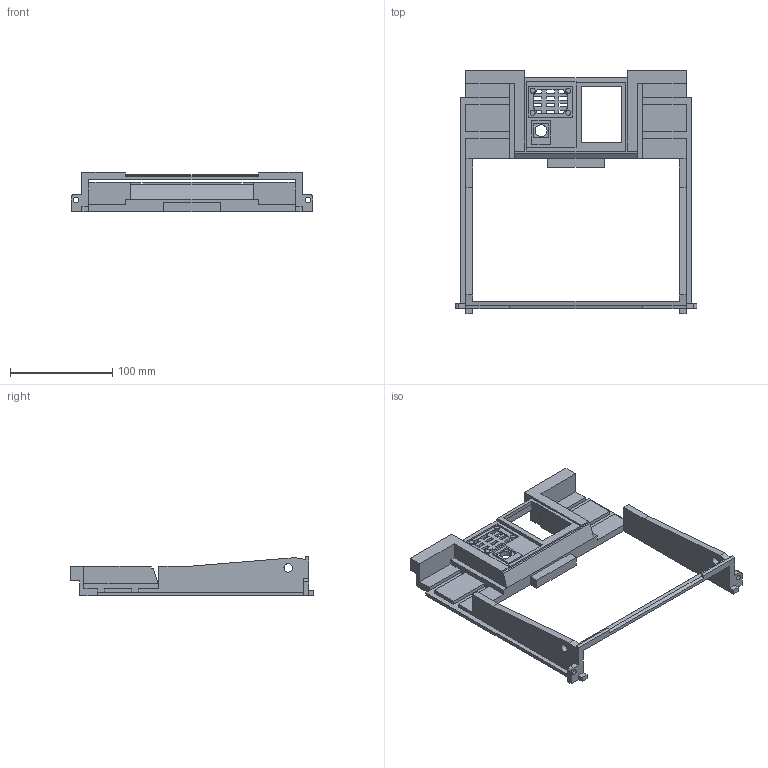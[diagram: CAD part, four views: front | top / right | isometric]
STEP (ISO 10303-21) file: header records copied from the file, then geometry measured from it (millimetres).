
FILE_DESCRIPTION (( 'STEP AP214' ), '1' );
FILE_NAME ('body-front.STEP', '2024-04-27T07:30:42', ( '' ), ( '' ), 'SwSTEP 2.0', 'SolidWorks 2023', '' );
FILE_SCHEMA (( 'AUTOMOTIVE_DESIGN' ));
Length unit declared in the file: millimetre
Products named in the file (1): body-front
Bounding box: 236.5 x 238.33 x 38.58 mm (x, y, z)
Volume: 263312.3 mm3; surface area: 92609.4 mm2
Topology: 1 solids, 1 shells, 198 faces, 593 edges, 393 vertices
Faces by surface type: plane 175, cylinder 23
Entity records: 6666 total; most frequent: ORIENTED_EDGE 1186, CARTESIAN_POINT 1185, DIRECTION 1037, EDGE_CURVE 593, VECTOR 547, LINE 547, VERTEX_POINT 393, AXIS2_PLACEMENT_3D 245
